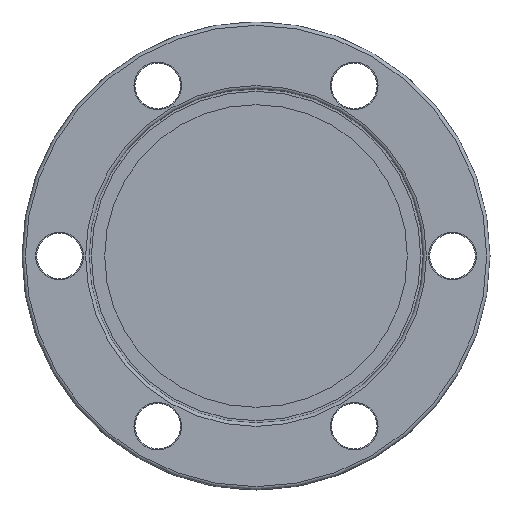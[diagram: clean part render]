
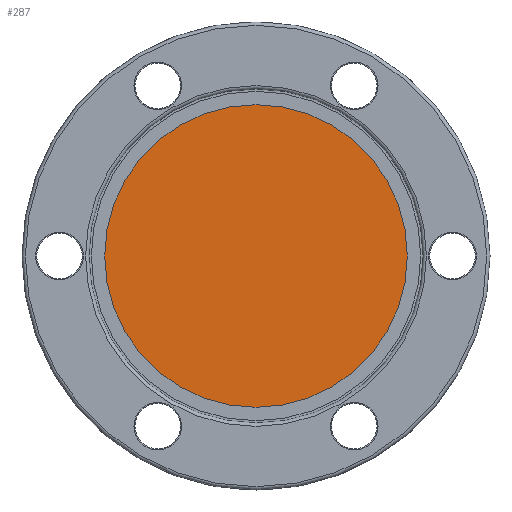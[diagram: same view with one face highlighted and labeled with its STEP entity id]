
A CAD part, left-side view. The second image highlights one B-rep face of the part: STEP entity #287.
In plain terms, the highlighted planar face has unit normal (-1, 0, 0).
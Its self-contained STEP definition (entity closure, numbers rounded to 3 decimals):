
#97 = CARTESIAN_POINT ( 'NONE',  ( -10.9, 22.6, 0. ) ) ;
#287 = ADVANCED_FACE ( 'NONE', ( #314 ), #1414, .F. ) ;
#314 = FACE_OUTER_BOUND ( 'NONE', #1173, .T. ) ;
#430 = EDGE_CURVE ( 'NONE', #626, #626, #1043, .T. ) ;
#494 = ORIENTED_EDGE ( 'NONE', *, *, #430, .T. ) ;
#626 = VERTEX_POINT ( 'NONE', #97 ) ;
#731 = DIRECTION ( 'NONE',  ( 1., 0., 0. ) ) ;
#890 = DIRECTION ( 'NONE',  ( -1., 0., 0. ) ) ;
#896 = CARTESIAN_POINT ( 'NONE',  ( -10.9, 0., 0. ) ) ;
#1043 = CIRCLE ( 'NONE', #1269, 22.6 ) ;
#1083 = DIRECTION ( 'NONE',  ( 0., 0., -1. ) ) ;
#1144 = AXIS2_PLACEMENT_3D ( 'NONE', #1196, #731, #1083 ) ;
#1173 = EDGE_LOOP ( 'NONE', ( #494 ) ) ;
#1196 = CARTESIAN_POINT ( 'NONE',  ( -10.9, 0., 0. ) ) ;
#1269 = AXIS2_PLACEMENT_3D ( 'NONE', #896, #890, #1324 ) ;
#1324 = DIRECTION ( 'NONE',  ( 0., 1., 0. ) ) ;
#1414 = PLANE ( 'NONE',  #1144 ) ;
